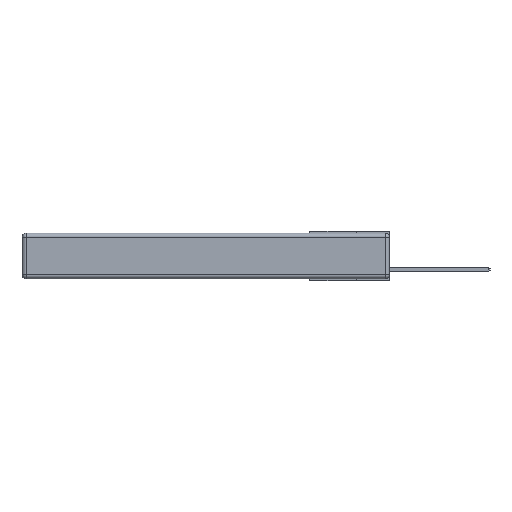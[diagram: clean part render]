
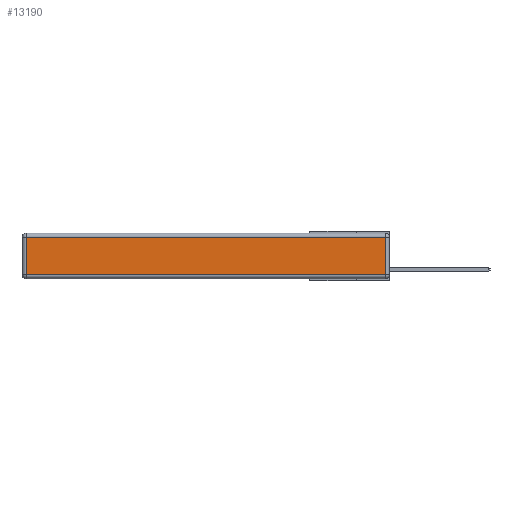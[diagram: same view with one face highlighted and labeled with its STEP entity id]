
A CAD part, left-side view. The second image highlights one B-rep face of the part: STEP entity #13190.
In plain terms, the highlighted planar face has unit normal (-1, 0, 0).
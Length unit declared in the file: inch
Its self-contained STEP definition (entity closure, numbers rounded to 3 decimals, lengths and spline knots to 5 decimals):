
#76 = CARTESIAN_POINT ( 'NONE',  ( 0., 0.03, -0.313 ) ) ;
#147 = EDGE_CURVE ( 'NONE', #11524, #454, #928, .T. ) ;
#236 = DIRECTION ( 'NONE',  ( 0., 0., -1. ) ) ;
#454 = VERTEX_POINT ( 'NONE', #2993 ) ;
#761 = ORIENTED_EDGE ( 'NONE', *, *, #12803, .T. ) ;
#928 = LINE ( 'NONE', #10722, #11756 ) ;
#1335 = ORIENTED_EDGE ( 'NONE', *, *, #6416, .T. ) ;
#1550 = DIRECTION ( 'NONE',  ( 0., 0., 1. ) ) ;
#1894 = LINE ( 'NONE', #3586, #9596 ) ;
#2366 = ORIENTED_EDGE ( 'NONE', *, *, #147, .T. ) ;
#2993 = CARTESIAN_POINT ( 'NONE',  ( 0., 2.72, -0.313 ) ) ;
#3271 = EDGE_CURVE ( 'NONE', #454, #11818, #1894, .T. ) ;
#3370 = CARTESIAN_POINT ( 'NONE',  ( 0., 0.03, -0.343 ) ) ;
#3586 = CARTESIAN_POINT ( 'NONE',  ( 0., 0., -0.313 ) ) ;
#3760 = VECTOR ( 'NONE', #12045, 39.37008 ) ;
#3775 = CARTESIAN_POINT ( 'NONE',  ( 0., 0.03, -0.03 ) ) ;
#4728 = DIRECTION ( 'NONE',  ( -1., 0., 0. ) ) ;
#4803 = CARTESIAN_POINT ( 'NONE',  ( 0., 2.72, -0.03 ) ) ;
#5251 = DIRECTION ( 'NONE',  ( 0., 0., 1. ) ) ;
#5733 = DIRECTION ( 'NONE',  ( 0., -1., 0. ) ) ;
#6043 = VERTEX_POINT ( 'NONE', #3775 ) ;
#6416 = EDGE_CURVE ( 'NONE', #11818, #6043, #10821, .T. ) ;
#7000 = ORIENTED_EDGE ( 'NONE', *, *, #3271, .T. ) ;
#7665 = FACE_OUTER_BOUND ( 'NONE', #9575, .T. ) ;
#7819 = PLANE ( 'NONE',  #9431 ) ;
#9000 = CARTESIAN_POINT ( 'NONE',  ( 0., 2.75, -0.03 ) ) ;
#9431 = AXIS2_PLACEMENT_3D ( 'NONE', #9879, #4728, #1550 ) ;
#9575 = EDGE_LOOP ( 'NONE', ( #7000, #1335, #761, #2366 ) ) ;
#9596 = VECTOR ( 'NONE', #5733, 39.37008 ) ;
#9879 = CARTESIAN_POINT ( 'NONE',  ( 0., 0., -0.343 ) ) ;
#10722 = CARTESIAN_POINT ( 'NONE',  ( 0., 2.72, -0.343 ) ) ;
#10820 = LINE ( 'NONE', #9000, #3760 ) ;
#10821 = LINE ( 'NONE', #3370, #13412 ) ;
#11524 = VERTEX_POINT ( 'NONE', #4803 ) ;
#11756 = VECTOR ( 'NONE', #236, 39.37008 ) ;
#11818 = VERTEX_POINT ( 'NONE', #76 ) ;
#12045 = DIRECTION ( 'NONE',  ( 0., 1., 0. ) ) ;
#12803 = EDGE_CURVE ( 'NONE', #6043, #11524, #10820, .T. ) ;
#13190 = ADVANCED_FACE ( 'NONE', ( #7665 ), #7819, .T. ) ;
#13412 = VECTOR ( 'NONE', #5251, 39.37008 ) ;
